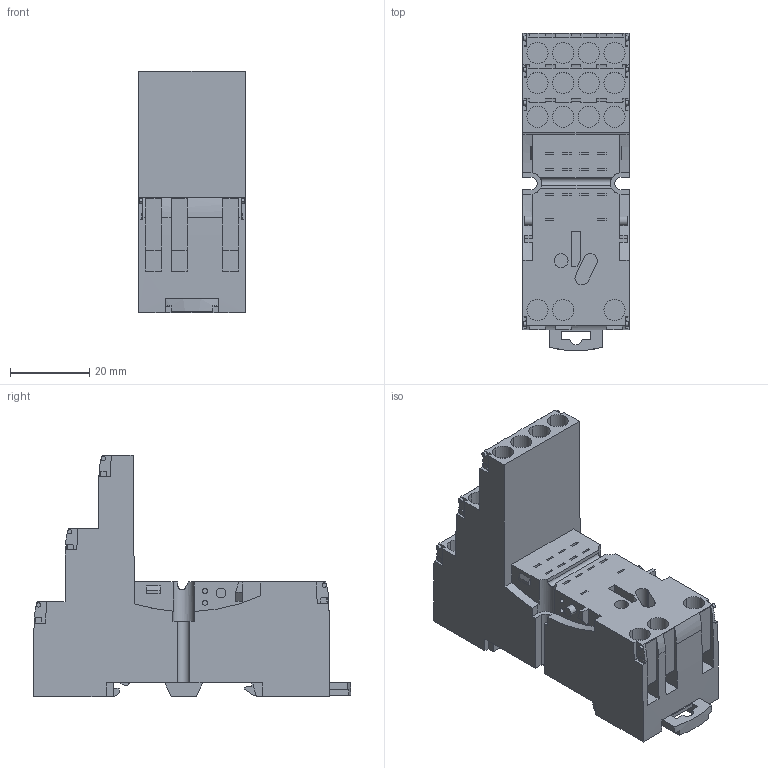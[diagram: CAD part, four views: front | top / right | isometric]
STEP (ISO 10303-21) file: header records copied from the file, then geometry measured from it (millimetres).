
FILE_DESCRIPTION(('CATIA V5 STEP Exchange','CAx-IF Rec.Pracs.--- Model Styling and Organization---1.5--- 2016-08-15','CAx-IF Rec.Pracs.---Supplemental Geometry---1.0---2011-11-01','CAx-IF Rec.Pracs.--- Composite Materials ---1.1---2010-07-15'),'2;1');
FILE_NAME ('D1625242_1', '2025-10-16T08:34:07+00:00', ('none'), ('Weidmueller'), 'CATIA Version 5-6 Release 2024 SP4', 'CATIA V5 STEP AP214 v3', 'none');
FILE_SCHEMA(('AUTOMOTIVE_DESIGN { 1 0 10303 214 1 1 1 1 }'));
Length unit declared in the file: millimetre
Products named in the file (1): S3D_CSM_S_4CO_XXX
Bounding box: 26.9 x 80.22 x 61 mm (x, y, z)
Volume: 57969.9 mm3; surface area: 17584.4 mm2
Topology: 1 solids, 1 shells, 475 faces, 1282 edges, 855 vertices
Faces by surface type: plane 371, cylinder 100, extrusion 4
Entity records: 13589 total; most frequent: CARTESIAN_POINT 2683, ORIENTED_EDGE 2564, DIRECTION 1666, EDGE_CURVE 1282, VECTOR 979, LINE 975, VERTEX_POINT 855, EDGE_LOOP 525
